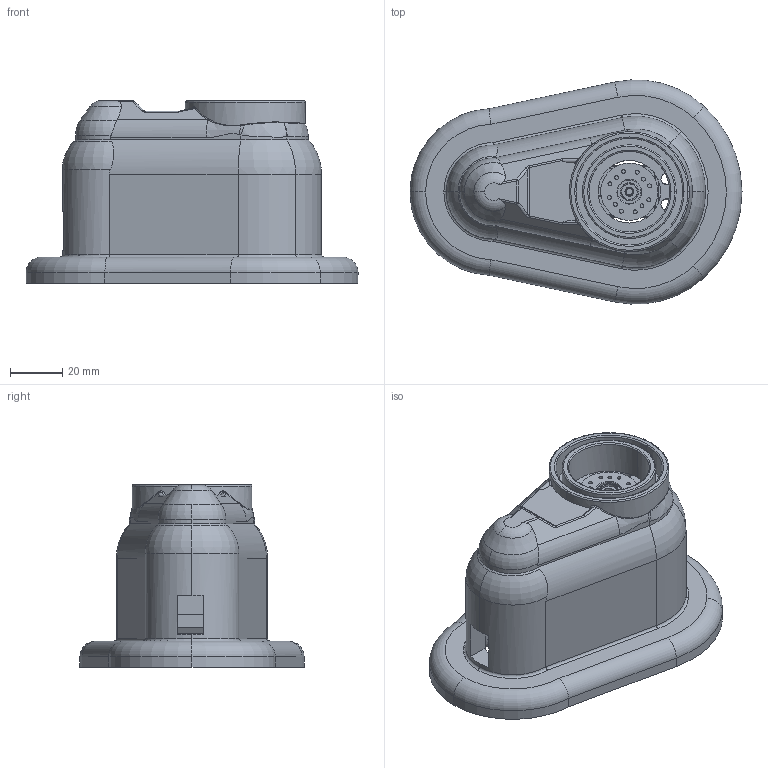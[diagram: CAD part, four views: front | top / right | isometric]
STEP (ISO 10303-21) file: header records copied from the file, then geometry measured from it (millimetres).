
FILE_DESCRIPTION (( 'STEP AP203' ), '1' );
FILE_NAME ('B_Default_sldprt.STEP', '2025-06-23T10:39:11', ( '' ), ( '' ), 'SwSTEP 2.0', 'SolidWorks 2025', '' );
FILE_SCHEMA (( 'CONFIG_CONTROL_DESIGN' ));
Length unit declared in the file: millimetre
Products named in the file (1): B_Default_sldprt
Bounding box: 127.46 x 86.02 x 70 mm (x, y, z)
Volume: 178694.2 mm3; surface area: 57367.8 mm2
Topology: 3 solids, 7 shells, 1213 faces, 3080 edges, 1885 vertices
Faces by surface type: cylinder 474, plane 417, torus 148, bspline 133, cone 35, sphere 6
Entity records: 42072 total; most frequent: CARTESIAN_POINT 13919, ORIENTED_EDGE 6140, DIRECTION 5739, EDGE_CURVE 3070, AXIS2_PLACEMENT_3D 2151, VERTEX_POINT 1885, VECTOR 1437, LINE 1437
